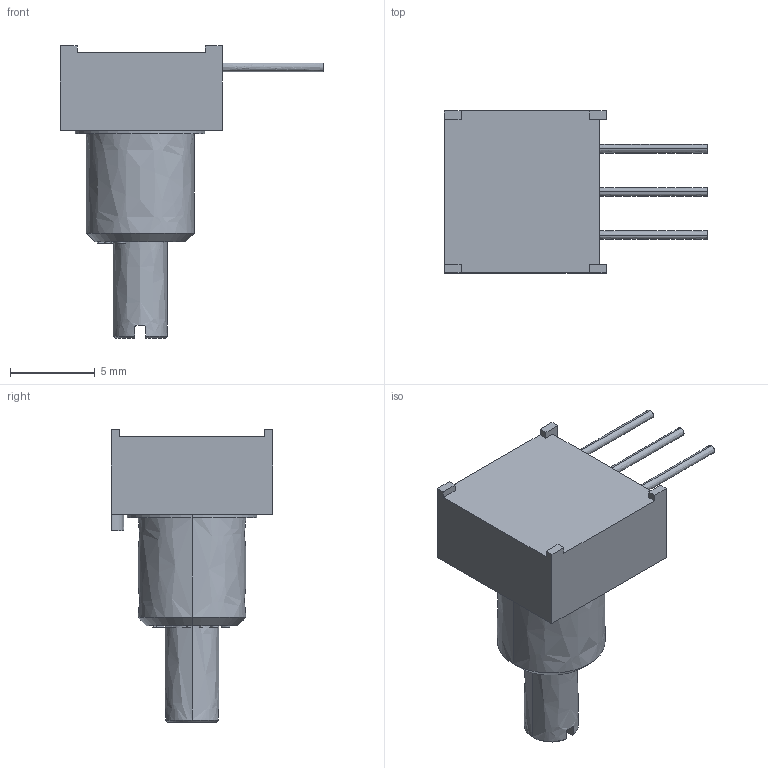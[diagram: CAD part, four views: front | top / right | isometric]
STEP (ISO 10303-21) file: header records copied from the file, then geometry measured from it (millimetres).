
FILE_DESCRIPTION(('STEP AP214'),'1');
FILE_NAME('3310c-001-103l.stp','2017-04-27T15:51:07',('TraceParts'),('TraceParts S.A.'),'Spatial InterOp 3D',' ',' ');
FILE_SCHEMA(('automotive_design'));
Length unit declared in the file: millimetre
Products named in the file (1): 3310c-001-103l
Bounding box: 15.49 x 9.53 x 17.21 mm (x, y, z)
Volume: 655.9 mm3; surface area: 586.3 mm2
Topology: 1 solids, 1 shells, 187 faces, 509 edges, 338 vertices
Faces by surface type: bspline 187
Entity records: 10389 total; most frequent: CARTESIAN_POINT 2148, ORIENTED_EDGE 1018, STYLED_ITEM 697, PRESENTATION_STYLE_ASSIGNMENT 697, COLOUR_RGB 697, DIRECTION 543, EDGE_CURVE 509, CURVE_STYLE 509
